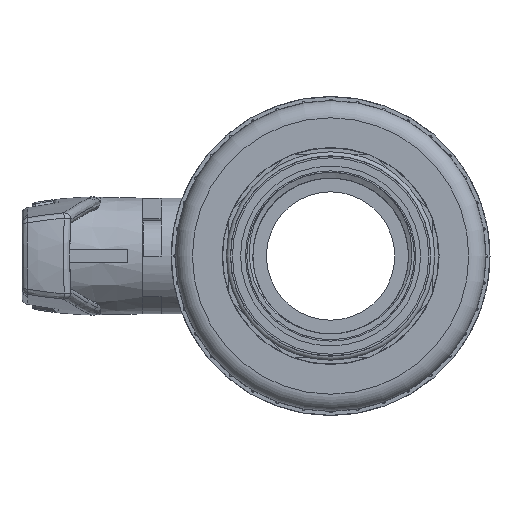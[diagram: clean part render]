
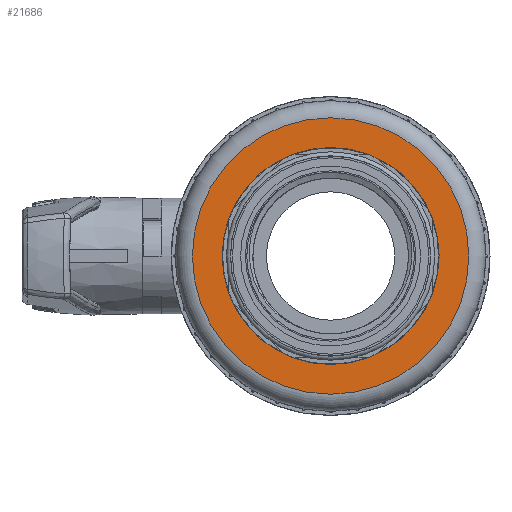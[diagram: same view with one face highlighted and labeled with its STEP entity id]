
A CAD part, left-side view. The second image highlights one B-rep face of the part: STEP entity #21686.
In plain terms, the highlighted planar face has unit normal (-1, 0, 0).
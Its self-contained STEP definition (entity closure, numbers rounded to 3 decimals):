
#333=FACE_BOUND('',#3886,.T.);
#2581=FACE_OUTER_BOUND('',#3885,.T.);
#3885=EDGE_LOOP('',(#19173));
#3886=EDGE_LOOP('',(#19174));
#7969=CIRCLE('',#23726,34.556);
#7970=CIRCLE('',#23727,27.136);
#10081=VERTEX_POINT('',#65623);
#10082=VERTEX_POINT('',#65625);
#13201=EDGE_CURVE('',#10081,#10081,#7969,.T.);
#13202=EDGE_CURVE('',#10082,#10082,#7970,.T.);
#19173=ORIENTED_EDGE('',*,*,#13201,.T.);
#19174=ORIENTED_EDGE('',*,*,#13202,.T.);
#20566=PLANE('',#23725);
#21686=ADVANCED_FACE('',(#2581,#333),#20566,.F.);
#23725=AXIS2_PLACEMENT_3D('',#65622,#29101,#29102);
#23726=AXIS2_PLACEMENT_3D('',#65624,#29103,#29104);
#23727=AXIS2_PLACEMENT_3D('',#65626,#29105,#29106);
#29101=DIRECTION('center_axis',(1.,0.,0.));
#29102=DIRECTION('ref_axis',(0.,1.,0.));
#29103=DIRECTION('center_axis',(-1.,0.,0.));
#29104=DIRECTION('ref_axis',(0.,1.,0.));
#29105=DIRECTION('center_axis',(1.,0.,0.));
#29106=DIRECTION('ref_axis',(0.,0.,-1.));
#65622=CARTESIAN_POINT('Origin',(-511.964,37.546,0.));
#65623=CARTESIAN_POINT('',(-511.964,-35.806,0.));
#65624=CARTESIAN_POINT('Origin',(-511.964,-1.25,0.));
#65625=CARTESIAN_POINT('',(-511.964,-1.25,27.136));
#65626=CARTESIAN_POINT('Origin',(-511.964,-1.25,0.));
